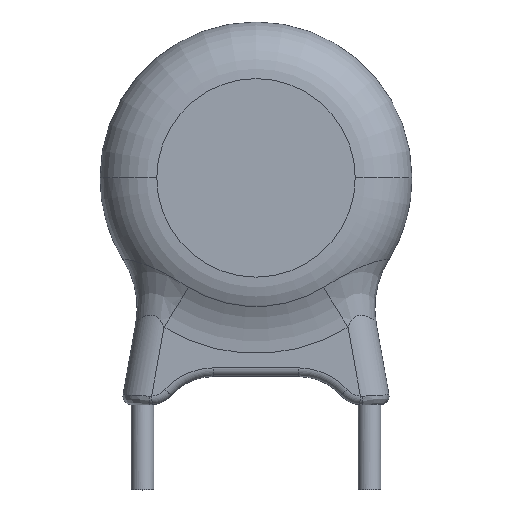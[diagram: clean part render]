
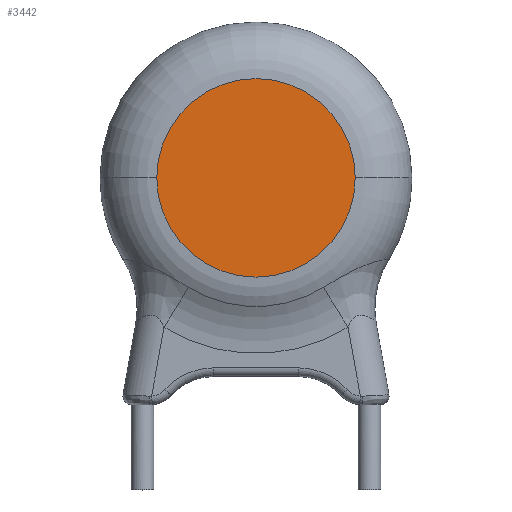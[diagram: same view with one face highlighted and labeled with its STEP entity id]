
A CAD part, top view. The second image highlights one B-rep face of the part: STEP entity #3442.
In plain terms, the highlighted planar face has unit normal (0, 0, 1).
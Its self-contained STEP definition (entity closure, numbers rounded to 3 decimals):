
#1438=CARTESIAN_POINT('',(0.,8.,2.5));
#1439=DIRECTION('',(0.,0.,1.));
#1440=DIRECTION('',(-1.,0.,0.));
#1441=AXIS2_PLACEMENT_3D('',#1438,#1439,#1440);
#1608=CARTESIAN_POINT('',(0.,8.,2.5));
#1609=DIRECTION('',(0.,0.,1.));
#1610=DIRECTION('',(1.,0.,0.));
#1611=AXIS2_PLACEMENT_3D('',#1608,#1609,#1610);
#1662=CARTESIAN_POINT('',(3.5,8.,2.5));
#1663=CARTESIAN_POINT('',(-3.5,8.,2.5));
#1664=VERTEX_POINT('',#1662);
#1665=VERTEX_POINT('',#1663);
#3433=CARTESIAN_POINT('',(0.,0.,2.5));
#3434=DIRECTION('',(0.,0.,1.));
#3435=DIRECTION('',(1.,0.,0.));
#3436=AXIS2_PLACEMENT_3D('',#3433,#3434,#3435);
#3437=PLANE('',#3436);
#3438=ORIENTED_EDGE('',*,*,#3425,.F.);
#3439=ORIENTED_EDGE('',*,*,#3169,.F.);
#3440=EDGE_LOOP('',(#3438,#3439));
#3441=FACE_OUTER_BOUND('',#3440,.F.);
#3442=ADVANCED_FACE('',(#3441),#3437,.T.);
#1442=CIRCLE('',#1441,3.5);
#1612=CIRCLE('',#1611,3.5);
#3169=EDGE_CURVE('',#1665,#1664,#1442,.T.);
#3425=EDGE_CURVE('',#1664,#1665,#1612,.T.);
